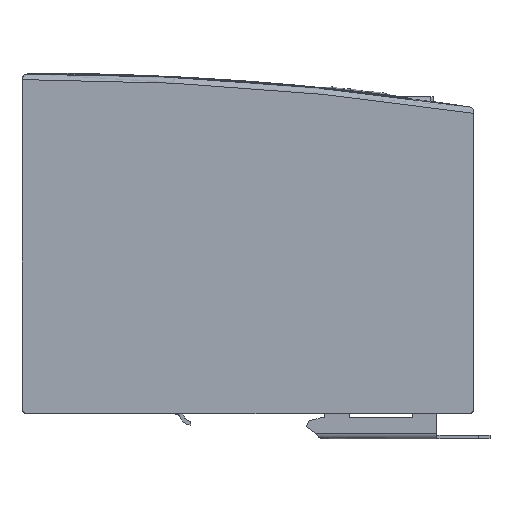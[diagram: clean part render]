
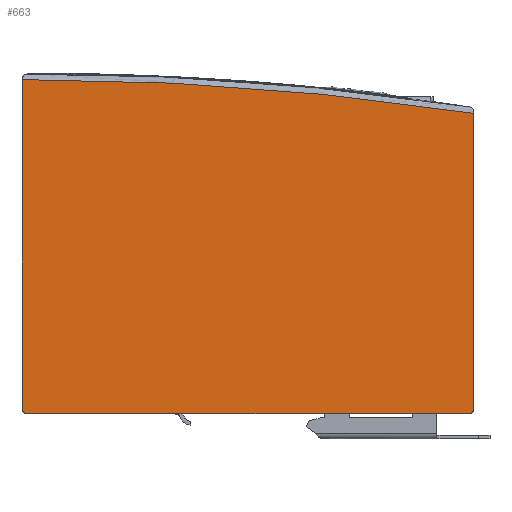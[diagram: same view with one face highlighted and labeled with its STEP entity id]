
A CAD part, left-side view. The second image highlights one B-rep face of the part: STEP entity #663.
In plain terms, the highlighted planar face has unit normal (-1, 0, 0).
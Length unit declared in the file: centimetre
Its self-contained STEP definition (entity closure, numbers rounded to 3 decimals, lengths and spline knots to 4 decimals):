
#130=CARTESIAN_POINT('',(-2.9,-5.9,0.15));
#131=DIRECTION('',(-1.,0.,0.));
#132=DIRECTION('',(0.,0.,-1.));
#133=AXIS2_PLACEMENT_3D('',#130,#131,#132);
#138=DIRECTION('',(0.,-1.,0.));
#139=VECTOR('',#138,11.8);
#140=CARTESIAN_POINT('',(-2.9,5.9,0.));
#141=LINE('',#140,#139);
#145=CARTESIAN_POINT('',(-2.9,5.9,0.15));
#146=DIRECTION('',(-1.,0.,0.));
#147=DIRECTION('',(0.,1.,0.));
#148=AXIS2_PLACEMENT_3D('',#145,#146,#147);
#153=DIRECTION('',(0.,0.,-1.));
#154=VECTOR('',#153,8.8001);
#155=CARTESIAN_POINT('',(-2.9,6.05,8.9501));
#156=LINE('',#155,#154);
#160=CARTESIAN_POINT('',(-2.9,5.9169,-70.8999));
#161=DIRECTION('',(-1.,0.,0.));
#162=DIRECTION('',(0.,-0.15,0.989));
#163=AXIS2_PLACEMENT_3D('',#160,#161,#162);
#168=DIRECTION('',(0.,0.,1.));
#169=VECTOR('',#168,7.8983);
#170=CARTESIAN_POINT('',(-2.9,-6.05,0.15));
#171=LINE('',#170,#169);
#508=CARTESIAN_POINT('',(-2.9,-6.05,0.15));
#509=VERTEX_POINT('',#508);
#510=CARTESIAN_POINT('',(-2.9,-5.9,0.));
#511=VERTEX_POINT('',#510);
#512=CARTESIAN_POINT('',(-2.9,5.9,0.));
#513=VERTEX_POINT('',#512);
#516=CARTESIAN_POINT('',(-2.9001,-6.05,8.0483));
#517=VERTEX_POINT('',#516);
#518=CARTESIAN_POINT('',(-2.9,6.05,8.95));
#519=VERTEX_POINT('',#518);
#520=CARTESIAN_POINT('',(-2.9,6.05,0.15));
#521=VERTEX_POINT('',#520);
#646=CARTESIAN_POINT('',(-2.9,0.1281,4.3749));
#647=DIRECTION('',(1.,0.,0.));
#648=DIRECTION('',(0.,1.,0.));
#649=AXIS2_PLACEMENT_3D('',#646,#647,#648);
#650=PLANE('',#649);
#651=ORIENTED_EDGE('',*,*,#592,.F.);
#653=ORIENTED_EDGE('',*,*,#652,.F.);
#655=ORIENTED_EDGE('',*,*,#654,.F.);
#657=ORIENTED_EDGE('',*,*,#656,.F.);
#659=ORIENTED_EDGE('',*,*,#658,.F.);
#660=ORIENTED_EDGE('',*,*,#628,.F.);
#661=EDGE_LOOP('',(#651,#653,#655,#657,#659,#660));
#662=FACE_OUTER_BOUND('',#661,.F.);
#663=ADVANCED_FACE('',(#662),#650,.F.);
#134=CIRCLE('',#133,0.15);
#149=CIRCLE('',#148,0.15);
#164=CIRCLE('',#163,79.85);
#592=EDGE_CURVE('',#511,#509,#134,.T.);
#628=EDGE_CURVE('',#509,#517,#171,.T.);
#652=EDGE_CURVE('',#513,#511,#141,.T.);
#654=EDGE_CURVE('',#521,#513,#149,.T.);
#656=EDGE_CURVE('',#519,#521,#156,.T.);
#658=EDGE_CURVE('',#517,#519,#164,.T.);
